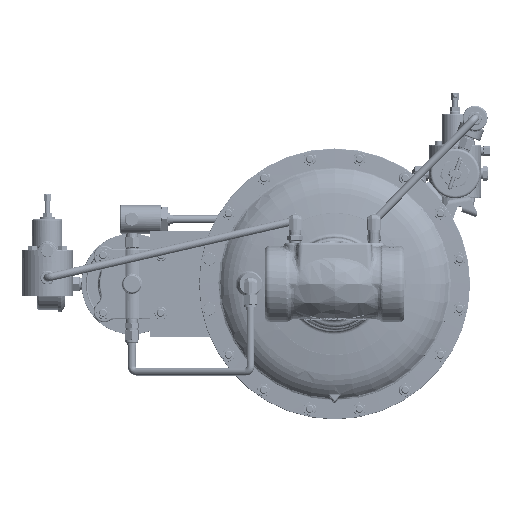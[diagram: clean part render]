
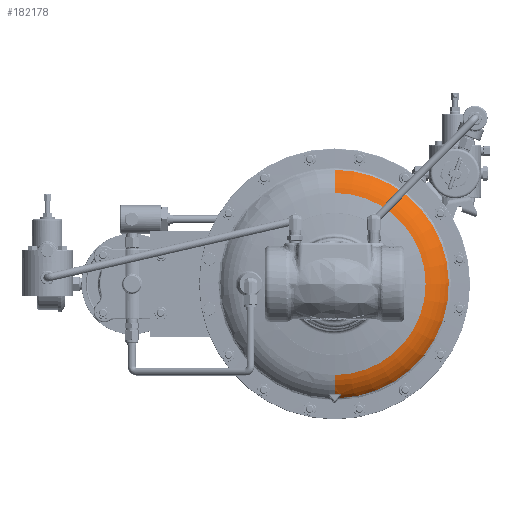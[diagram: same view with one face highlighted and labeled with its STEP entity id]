
A CAD part, front view. The second image highlights one B-rep face of the part: STEP entity #182178.
In plain terms, the highlighted toroidal (fillet/blend) face has major radius 101.323 mm and minor radius 46.038 mm.
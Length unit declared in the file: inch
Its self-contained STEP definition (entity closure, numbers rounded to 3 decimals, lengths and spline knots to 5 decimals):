
#1277 = DIRECTION ( 'NONE',  ( 1., 0., 0. ) ) ;
#9408 = AXIS2_PLACEMENT_3D ( 'NONE', #97572, #210855, #205247 ) ;
#9478 = ORIENTED_EDGE ( 'NONE', *, *, #202913, .F. ) ;
#10465 = CARTESIAN_POINT ( 'NONE',  ( 0.29543, 10.00871, -5.25522 ) ) ;
#12308 = CARTESIAN_POINT ( 'NONE',  ( 0.30129, 10.02081, -5.26702 ) ) ;
#14173 = CARTESIAN_POINT ( 'NONE',  ( 0.22995, 9.97918, -5.22786 ) ) ;
#16012 = CARTESIAN_POINT ( 'NONE',  ( 0.291, 10.00308, -5.24973 ) ) ;
#17880 = VERTEX_POINT ( 'NONE', #262228 ) ;
#41558 = CARTESIAN_POINT ( 'NONE',  ( 0., 9.51747, -4.33036 ) ) ;
#43873 = ORIENTED_EDGE ( 'NONE', *, *, #352244, .T. ) ;
#44401 = CARTESIAN_POINT ( 'NONE',  ( 0.2211, 9.97866, -5.2277 ) ) ;
#47492 = EDGE_CURVE ( 'NONE', #145022, #183070, #173284, .T. ) ;
#59508 = DIRECTION ( 'NONE',  ( 0., -1., 0. ) ) ;
#61796 = VERTEX_POINT ( 'NONE', #41558 ) ;
#62401 = DIRECTION ( 'NONE',  ( 0., 0., 1. ) ) ;
#70823 = DIRECTION ( 'NONE',  ( 0., 0., 1. ) ) ;
#70888 = CARTESIAN_POINT ( 'NONE',  ( 0.26796, 9.98805, -5.2354 ) ) ;
#71858 = DIRECTION ( 'NONE',  ( 0., 0., 1. ) ) ;
#76709 = AXIS2_PLACEMENT_3D ( 'NONE', #152076, #155791, #70823 ) ;
#78759 = CARTESIAN_POINT ( 'NONE',  ( 0., 9.51747, 4.33036 ) ) ;
#83894 = ORIENTED_EDGE ( 'NONE', *, *, #168984, .T. ) ;
#86475 = AXIS2_PLACEMENT_3D ( 'NONE', #121784, #59508, #204831 ) ;
#92499 = CARTESIAN_POINT ( 'NONE',  ( 0.28423, 10.08897, -5.33227 ) ) ;
#97572 = CARTESIAN_POINT ( 'NONE',  ( 0., 9.51747, 0. ) ) ;
#100843 = AXIS2_PLACEMENT_3D ( 'NONE', #190706, #300220, #71858 ) ;
#101063 = CARTESIAN_POINT ( 'NONE',  ( 0.2881, 10.08311, -5.32681 ) ) ;
#104585 = B_SPLINE_CURVE_WITH_KNOTS ( 'NONE', 3,
 ( #92499, #207640, #322711, #294429 ),
 .UNSPECIFIED., .F., .F.,
 ( 4, 4 ),
 ( 0., 0.0042 ),
 .UNSPECIFIED. ) ;
#116524 = DIRECTION ( 'NONE',  ( 0., 0., -1. ) ) ;
#117872 = CARTESIAN_POINT ( 'NONE',  ( 0.21609, 10.20356, -5.42991 ) ) ;
#121784 = CARTESIAN_POINT ( 'NONE',  ( 0., 10.20356, 0. ) ) ;
#125002 = TOROIDAL_SURFACE ( 'NONE', #76709, 3.98911, 1.8125 ) ;
#125725 = CARTESIAN_POINT ( 'NONE',  ( 0.30336, 10.03983, -5.28554 ) ) ;
#127573 = CARTESIAN_POINT ( 'NONE',  ( 0.29955, 10.0587, -5.30371 ) ) ;
#133120 = CARTESIAN_POINT ( 'NONE',  ( 0.27182, 9.98978, -5.23701 ) ) ;
#133248 = AXIS2_PLACEMENT_3D ( 'NONE', #315302, #337999, #313426 ) ;
#136132 = CIRCLE ( 'NONE', #9408, 4.33036 ) ;
#138377 = CIRCLE ( 'NONE', #277085, 1.8125 ) ;
#140659 = ORIENTED_EDGE ( 'NONE', *, *, #47492, .F. ) ;
#144819 = CARTESIAN_POINT ( 'NONE',  ( 0., 11.29756, 3.98911 ) ) ;
#145022 = VERTEX_POINT ( 'NONE', #208874 ) ;
#146778 = VERTEX_POINT ( 'NONE', #248865 ) ;
#152076 = CARTESIAN_POINT ( 'NONE',  ( 0., 11.29756, 0. ) ) ;
#154006 = CARTESIAN_POINT ( 'NONE',  ( 0.21218, 9.97866, -5.22806 ) ) ;
#155791 = DIRECTION ( 'NONE',  ( 0., -1., 0. ) ) ;
#164451 = ORIENTED_EDGE ( 'NONE', *, *, #251461, .T. ) ;
#168984 = EDGE_CURVE ( 'NONE', #146778, #302108, #366196, .T. ) ;
#173284 = CIRCLE ( 'NONE', #100843, 4.33036 ) ;
#175660 = DIRECTION ( 'NONE',  ( -1., 0., 0. ) ) ;
#178022 = VERTEX_POINT ( 'NONE', #294294 ) ;
#182178 = ADVANCED_FACE ( 'NONE', ( #297336 ), #125002, .T. ) ;
#183070 = VERTEX_POINT ( 'NONE', #78759 ) ;
#189041 = EDGE_CURVE ( 'NONE', #302108, #327171, #104585, .T. ) ;
#190706 = CARTESIAN_POINT ( 'NONE',  ( 0., 9.51747, 0. ) ) ;
#191858 = EDGE_CURVE ( 'NONE', #178022, #146778, #337912, .T. ) ;
#200998 = CIRCLE ( 'NONE', #86475, 5.43421 ) ;
#202913 = EDGE_CURVE ( 'NONE', #178022, #61796, #138377, .T. ) ;
#204831 = DIRECTION ( 'NONE',  ( 0., 0., -1. ) ) ;
#205247 = DIRECTION ( 'NONE',  ( 0., 0., 1. ) ) ;
#207640 = CARTESIAN_POINT ( 'NONE',  ( 0.26023, 10.12528, -5.36609 ) ) ;
#208874 = CARTESIAN_POINT ( 'NONE',  ( 4.33036, 9.51747, 0. ) ) ;
#210855 = DIRECTION ( 'NONE',  ( 0., -1., 0. ) ) ;
#216204 = CARTESIAN_POINT ( 'NONE',  ( 0.25606, 9.98365, -5.23138 ) ) ;
#236067 = CARTESIAN_POINT ( 'NONE',  ( 0., 11.29756, -3.98911 ) ) ;
#240820 = CARTESIAN_POINT ( 'NONE',  ( 0.29725, 10.06492, -5.30964 ) ) ;
#244518 = CARTESIAN_POINT ( 'NONE',  ( 0.3027, 10.02705, -5.27312 ) ) ;
#246366 = CARTESIAN_POINT ( 'NONE',  ( 0.27889, 9.99368, -5.24069 ) ) ;
#248865 = CARTESIAN_POINT ( 'NONE',  ( 0.21218, 9.97866, -5.22806 ) ) ;
#251461 = EDGE_CURVE ( 'NONE', #327171, #17880, #200998, .T. ) ;
#262228 = CARTESIAN_POINT ( 'NONE',  ( 0., 10.20356, 5.43421 ) ) ;
#265176 = ORIENTED_EDGE ( 'NONE', *, *, #287501, .F. ) ;
#269115 = CARTESIAN_POINT ( 'NONE',  ( 0.28215, 9.99585, -5.24276 ) ) ;
#277085 = AXIS2_PLACEMENT_3D ( 'NONE', #236067, #175660, #62401 ) ;
#280439 = CIRCLE ( 'NONE', #340765, 1.8125 ) ;
#287501 = EDGE_CURVE ( 'NONE', #61796, #145022, #136132, .T. ) ;
#294294 = CARTESIAN_POINT ( 'NONE',  ( 0., 9.97866, -5.23236 ) ) ;
#294429 = CARTESIAN_POINT ( 'NONE',  ( 0.21609, 10.20356, -5.42991 ) ) ;
#295941 = ORIENTED_EDGE ( 'NONE', *, *, #189041, .T. ) ;
#297336 = FACE_OUTER_BOUND ( 'NONE', #324124, .T. ) ;
#299269 = CARTESIAN_POINT ( 'NONE',  ( 0.28423, 10.08897, -5.33227 ) ) ;
#300220 = DIRECTION ( 'NONE',  ( 0., -1., 0. ) ) ;
#302108 = VERTEX_POINT ( 'NONE', #332773 ) ;
#313426 = DIRECTION ( 'NONE',  ( 0., 0., -1. ) ) ;
#315302 = CARTESIAN_POINT ( 'NONE',  ( 0., 9.97866, 0. ) ) ;
#322711 = CARTESIAN_POINT ( 'NONE',  ( 0.23747, 10.16347, -5.39869 ) ) ;
#324124 = EDGE_LOOP ( 'NONE', ( #9478, #362657, #83894, #295941, #164451, #43873, #140659, #265176 ) ) ;
#327171 = VERTEX_POINT ( 'NONE', #117872 ) ;
#332773 = CARTESIAN_POINT ( 'NONE',  ( 0.28423, 10.08897, -5.33227 ) ) ;
#337912 = CIRCLE ( 'NONE', #133248, 5.23236 ) ;
#337999 = DIRECTION ( 'NONE',  ( 0., -1., 0. ) ) ;
#340765 = AXIS2_PLACEMENT_3D ( 'NONE', #144819, #1277, #116524 ) ;
#352244 = EDGE_CURVE ( 'NONE', #17880, #183070, #280439, .T. ) ;
#355870 = CARTESIAN_POINT ( 'NONE',  ( 0.29152, 10.07714, -5.32121 ) ) ;
#357730 = CARTESIAN_POINT ( 'NONE',  ( 0.24746, 9.98167, -5.2297 ) ) ;
#359563 = CARTESIAN_POINT ( 'NONE',  ( 0.30259, 10.04618, -5.29169 ) ) ;
#362657 = ORIENTED_EDGE ( 'NONE', *, *, #191858, .T. ) ;
#366196 = B_SPLINE_CURVE_WITH_KNOTS ( 'NONE', 3,
 ( #154006, #44401, #14173, #357730, #216204, #70888, #133120, #246366, #269115, #16012, #10465, #12308, #244518, #125725, #359563, #127573, #240820, #355870, #101063, #299269 ),
 .UNSPECIFIED., .F., .F.,
 ( 4, 2, 2, 2, 2, 2, 2, 2, 2, 4 ),
 ( 0., 0.00068, 0.00135, 0.00169, 0.00203, 0.0027, 0.00338, 0.00405, 0.00473, 0.0054 ),
 .UNSPECIFIED. ) ;
